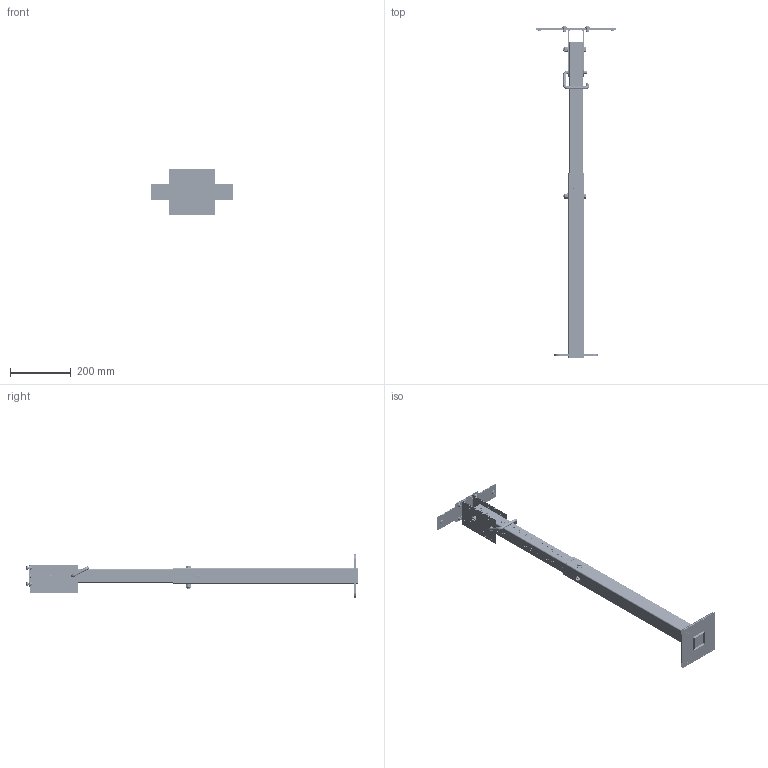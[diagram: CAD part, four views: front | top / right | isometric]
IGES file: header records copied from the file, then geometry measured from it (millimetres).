
Start section:  PTC IGES file: 193926.igs
Global section: file name: 193926.igs; native system: Creo Parametric by Parametric Technology Corporation; preprocessor: 2013230; author: pdmadmin; organization: Unknown; date: 20160307.131053; units: millimetre
Bounding box: 270.4 x 1090.99 x 150.8 mm (x, y, z)
Volume: 865627.3 mm3; surface area: 2972394.2 mm2
Topology: 38 solids, 45 shells, 3080 faces, 15778 edges, 19852 vertices
Faces by surface type: bspline 1750, revolution 1330
